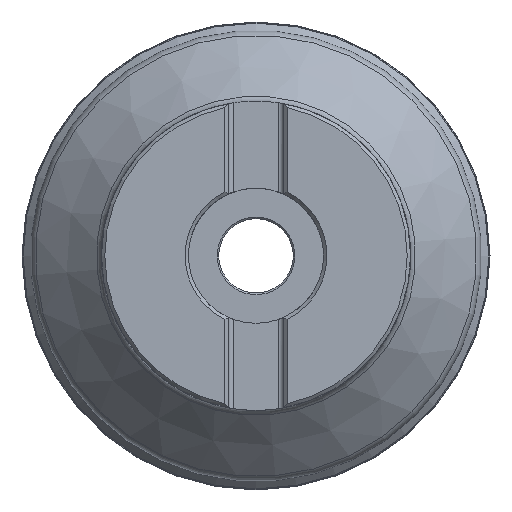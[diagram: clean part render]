
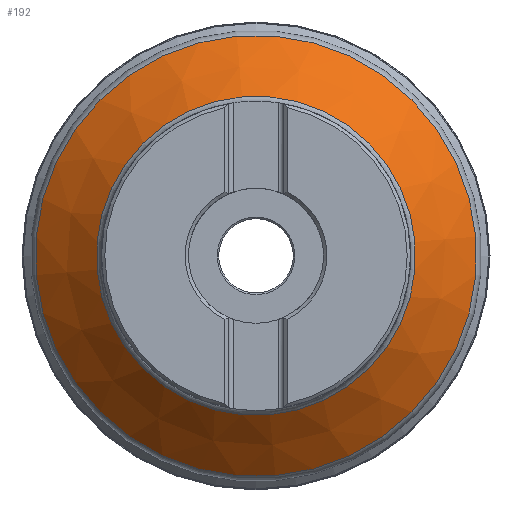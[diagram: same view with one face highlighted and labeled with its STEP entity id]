
A CAD part, top view. The second image highlights one B-rep face of the part: STEP entity #192.
In plain terms, the highlighted conical face has half-angle 45 degrees and reference radius 45.75 mm.
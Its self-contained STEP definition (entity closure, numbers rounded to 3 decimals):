
#159=CONICAL_SURFACE('',#971,45.75,45.);
#192=ADVANCED_FACE('',(#347,#348),#159,.T.);
#347=FACE_BOUND('',#441,.T.);
#348=FACE_BOUND('',#442,.T.);
#441=EDGE_LOOP('',(#570));
#442=EDGE_LOOP('',(#571));
#570=ORIENTED_EDGE('',*,*,#821,.T.);
#571=ORIENTED_EDGE('',*,*,#822,.T.);
#744=VERTEX_POINT('',#1569);
#745=VERTEX_POINT('',#1571);
#821=EDGE_CURVE('',#744,#744,#906,.T.);
#822=EDGE_CURVE('',#745,#745,#907,.T.);
#906=CIRCLE('',#969,65.286);
#907=CIRCLE('',#970,47.214);
#969=AXIS2_PLACEMENT_3D('',#1568,#1136,#1137);
#970=AXIS2_PLACEMENT_3D('',#1570,#1138,#1139);
#971=AXIS2_PLACEMENT_3D('',#1572,#1140,#1141);
#1136=DIRECTION('',(0.,0.,1.));
#1137=DIRECTION('',(0.087,-0.996,0.));
#1138=DIRECTION('',(0.,0.,-1.));
#1139=DIRECTION('',(-0.087,0.996,0.));
#1140=DIRECTION('',(0.,0.,-1.));
#1141=DIRECTION('',(-0.087,0.996,0.));
#1568=CARTESIAN_POINT('',(0.,0.,-39.536));
#1569=CARTESIAN_POINT('',(5.69,-65.037,-39.536));
#1570=CARTESIAN_POINT('',(0.,0.,-21.464));
#1571=CARTESIAN_POINT('',(-4.115,47.035,-21.464));
#1572=CARTESIAN_POINT('',(0.,0.,-20.));
